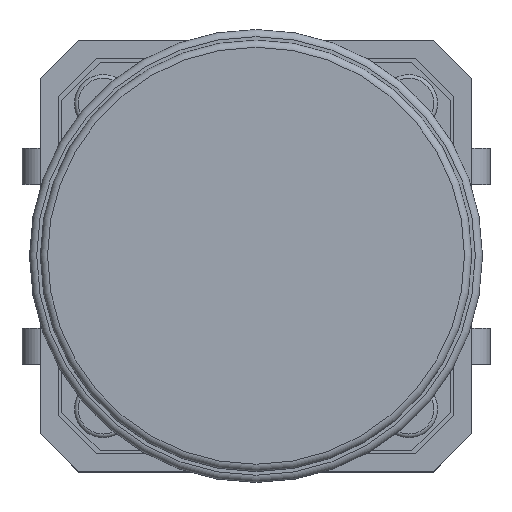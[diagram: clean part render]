
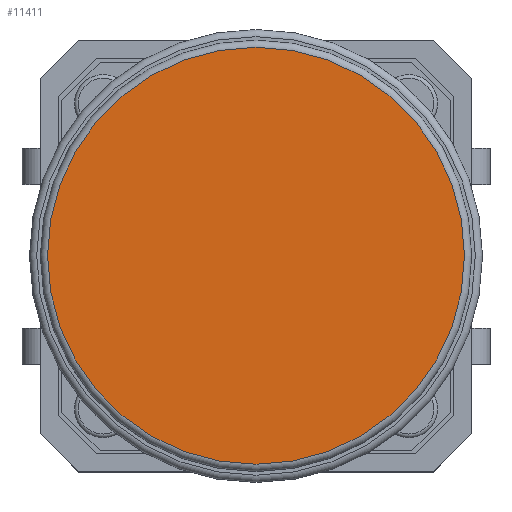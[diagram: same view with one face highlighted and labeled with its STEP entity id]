
A CAD part, top view. The second image highlights one B-rep face of the part: STEP entity #11411.
In plain terms, the highlighted planar face has unit normal (0, 0, 1).
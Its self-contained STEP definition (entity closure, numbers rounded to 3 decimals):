
#11346 = TOROIDAL_SURFACE('',#11347,5.8,0.2);
#11347 = AXIS2_PLACEMENT_3D('',#11348,#11349,#11350);
#11348 = CARTESIAN_POINT('',(0.,0.,9.1));
#11349 = DIRECTION('',(0.,0.,1.));
#11350 = DIRECTION('',(1.,0.,0.));
#11362 = VERTEX_POINT('',#11363);
#11363 = CARTESIAN_POINT('',(5.8,0.,9.3));
#11385 = EDGE_CURVE('',#11362,#11362,#11386,.T.);
#11386 = SURFACE_CURVE('',#11387,(#11392,#11399),.PCURVE_S1.);
#11387 = CIRCLE('',#11388,5.8);
#11388 = AXIS2_PLACEMENT_3D('',#11389,#11390,#11391);
#11389 = CARTESIAN_POINT('',(0.,0.,9.3));
#11390 = DIRECTION('',(0.,0.,1.));
#11391 = DIRECTION('',(1.,0.,0.));
#11392 = PCURVE('',#11346,#11393);
#11393 = DEFINITIONAL_REPRESENTATION('',(#11394),#11398);
#11394 = LINE('',#11395,#11396);
#11395 = CARTESIAN_POINT('',(0.,1.571));
#11396 = VECTOR('',#11397,1.);
#11397 = DIRECTION('',(1.,0.));
#11398 = ( GEOMETRIC_REPRESENTATION_CONTEXT(2) 
PARAMETRIC_REPRESENTATION_CONTEXT() REPRESENTATION_CONTEXT('2D SPACE',''
  ) );
#11399 = PCURVE('',#11400,#11405);
#11400 = PLANE('',#11401);
#11401 = AXIS2_PLACEMENT_3D('',#11402,#11403,#11404);
#11402 = CARTESIAN_POINT('',(0.,0.,9.3));
#11403 = DIRECTION('',(0.,0.,1.));
#11404 = DIRECTION('',(1.,0.,0.));
#11405 = DEFINITIONAL_REPRESENTATION('',(#11406),#11410);
#11406 = CIRCLE('',#11407,5.8);
#11407 = AXIS2_PLACEMENT_2D('',#11408,#11409);
#11408 = CARTESIAN_POINT('',(0.,0.));
#11409 = DIRECTION('',(1.,0.));
#11410 = ( GEOMETRIC_REPRESENTATION_CONTEXT(2) 
PARAMETRIC_REPRESENTATION_CONTEXT() REPRESENTATION_CONTEXT('2D SPACE',''
  ) );
#11411 = ADVANCED_FACE('',(#11412),#11400,.T.);
#11412 = FACE_BOUND('',#11413,.T.);
#11413 = EDGE_LOOP('',(#11414));
#11414 = ORIENTED_EDGE('',*,*,#11385,.T.);
